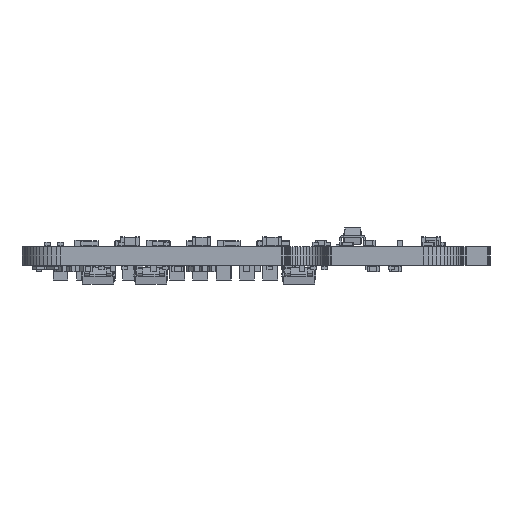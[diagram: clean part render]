
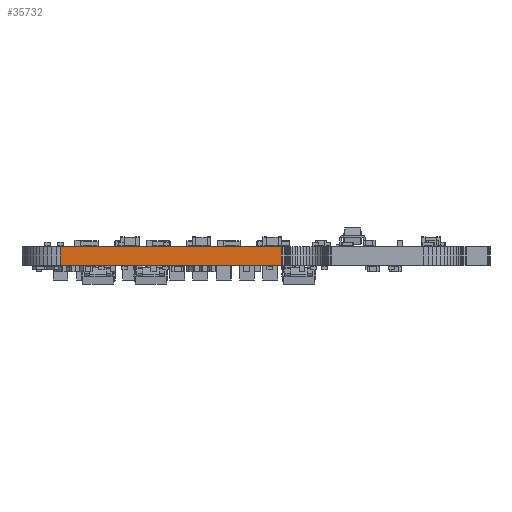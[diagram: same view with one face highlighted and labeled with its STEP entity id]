
A CAD part, left-side view. The second image highlights one B-rep face of the part: STEP entity #35732.
In plain terms, the highlighted planar face has unit normal (-1, 0, 0).
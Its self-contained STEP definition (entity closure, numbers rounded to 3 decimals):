
#20062 = PLANE('',#20063);
#20063 = AXIS2_PLACEMENT_3D('',#20064,#20065,#20066);
#20064 = CARTESIAN_POINT('',(223.393,-100.856,1.58));
#20065 = DIRECTION('',(-0.,-0.,-1.));
#20066 = DIRECTION('',(-1.,0.,0.));
#20116 = PLANE('',#20117);
#20117 = AXIS2_PLACEMENT_3D('',#20118,#20119,#20120);
#20118 = CARTESIAN_POINT('',(223.393,-100.856,0.));
#20119 = DIRECTION('',(-0.,-0.,-1.));
#20120 = DIRECTION('',(-1.,0.,0.));
#24873 = VERTEX_POINT('',#24874);
#24874 = CARTESIAN_POINT('',(204.948,-103.756,0.));
#24888 = PLANE('',#24889);
#24889 = AXIS2_PLACEMENT_3D('',#24890,#24891,#24892);
#24890 = CARTESIAN_POINT('',(204.965,-103.886,0.));
#24891 = DIRECTION('',(-0.991,-0.131,0.));
#24892 = DIRECTION('',(-0.131,0.991,0.));
#24900 = EDGE_CURVE('',#24873,#24901,#24903,.T.);
#24901 = VERTEX_POINT('',#24902);
#24902 = CARTESIAN_POINT('',(204.948,-84.906,0.));
#24903 = SURFACE_CURVE('',#24904,(#24908,#24915),.PCURVE_S1.);
#24904 = LINE('',#24905,#24906);
#24905 = CARTESIAN_POINT('',(204.948,-103.756,0.));
#24906 = VECTOR('',#24907,1.);
#24907 = DIRECTION('',(0.,1.,0.));
#24908 = PCURVE('',#20116,#24909);
#24909 = DEFINITIONAL_REPRESENTATION('',(#24910),#24914);
#24910 = LINE('',#24911,#24912);
#24911 = CARTESIAN_POINT('',(18.445,-2.9));
#24912 = VECTOR('',#24913,1.);
#24913 = DIRECTION('',(0.,1.));
#24914 = ( GEOMETRIC_REPRESENTATION_CONTEXT(2) 
PARAMETRIC_REPRESENTATION_CONTEXT() REPRESENTATION_CONTEXT('2D SPACE',''
  ) );
#24915 = PCURVE('',#24916,#24921);
#24916 = PLANE('',#24917);
#24917 = AXIS2_PLACEMENT_3D('',#24918,#24919,#24920);
#24918 = CARTESIAN_POINT('',(204.948,-103.756,0.));
#24919 = DIRECTION('',(-1.,0.,0.));
#24920 = DIRECTION('',(0.,1.,0.));
#24921 = DEFINITIONAL_REPRESENTATION('',(#24922),#24926);
#24922 = LINE('',#24923,#24924);
#24923 = CARTESIAN_POINT('',(0.,0.));
#24924 = VECTOR('',#24925,1.);
#24925 = DIRECTION('',(1.,0.));
#24926 = ( GEOMETRIC_REPRESENTATION_CONTEXT(2) 
PARAMETRIC_REPRESENTATION_CONTEXT() REPRESENTATION_CONTEXT('2D SPACE',''
  ) );
#24944 = PLANE('',#24945);
#24945 = AXIS2_PLACEMENT_3D('',#24946,#24947,#24948);
#24946 = CARTESIAN_POINT('',(204.948,-84.906,0.));
#24947 = DIRECTION('',(-0.998,0.056,0.));
#24948 = DIRECTION('',(0.056,0.998,0.));
#32082 = VERTEX_POINT('',#32083);
#32083 = CARTESIAN_POINT('',(204.948,-103.756,1.58));
#32104 = EDGE_CURVE('',#32082,#32105,#32107,.T.);
#32105 = VERTEX_POINT('',#32106);
#32106 = CARTESIAN_POINT('',(204.948,-84.906,1.58));
#32107 = SURFACE_CURVE('',#32108,(#32112,#32119),.PCURVE_S1.);
#32108 = LINE('',#32109,#32110);
#32109 = CARTESIAN_POINT('',(204.948,-103.756,1.58));
#32110 = VECTOR('',#32111,1.);
#32111 = DIRECTION('',(0.,1.,0.));
#32112 = PCURVE('',#20062,#32113);
#32113 = DEFINITIONAL_REPRESENTATION('',(#32114),#32118);
#32114 = LINE('',#32115,#32116);
#32115 = CARTESIAN_POINT('',(18.445,-2.9));
#32116 = VECTOR('',#32117,1.);
#32117 = DIRECTION('',(0.,1.));
#32118 = ( GEOMETRIC_REPRESENTATION_CONTEXT(2) 
PARAMETRIC_REPRESENTATION_CONTEXT() REPRESENTATION_CONTEXT('2D SPACE',''
  ) );
#32119 = PCURVE('',#24916,#32120);
#32120 = DEFINITIONAL_REPRESENTATION('',(#32121),#32125);
#32121 = LINE('',#32122,#32123);
#32122 = CARTESIAN_POINT('',(0.,-1.58));
#32123 = VECTOR('',#32124,1.);
#32124 = DIRECTION('',(1.,0.));
#32125 = ( GEOMETRIC_REPRESENTATION_CONTEXT(2) 
PARAMETRIC_REPRESENTATION_CONTEXT() REPRESENTATION_CONTEXT('2D SPACE',''
  ) );
#35682 = EDGE_CURVE('',#24901,#32105,#35683,.T.);
#35683 = SURFACE_CURVE('',#35684,(#35688,#35695),.PCURVE_S1.);
#35684 = LINE('',#35685,#35686);
#35685 = CARTESIAN_POINT('',(204.948,-84.906,0.));
#35686 = VECTOR('',#35687,1.);
#35687 = DIRECTION('',(0.,0.,1.));
#35688 = PCURVE('',#24944,#35689);
#35689 = DEFINITIONAL_REPRESENTATION('',(#35690),#35694);
#35690 = LINE('',#35691,#35692);
#35691 = CARTESIAN_POINT('',(0.,0.));
#35692 = VECTOR('',#35693,1.);
#35693 = DIRECTION('',(0.,-1.));
#35694 = ( GEOMETRIC_REPRESENTATION_CONTEXT(2) 
PARAMETRIC_REPRESENTATION_CONTEXT() REPRESENTATION_CONTEXT('2D SPACE',''
  ) );
#35695 = PCURVE('',#24916,#35696);
#35696 = DEFINITIONAL_REPRESENTATION('',(#35697),#35701);
#35697 = LINE('',#35698,#35699);
#35698 = CARTESIAN_POINT('',(18.85,0.));
#35699 = VECTOR('',#35700,1.);
#35700 = DIRECTION('',(0.,-1.));
#35701 = ( GEOMETRIC_REPRESENTATION_CONTEXT(2) 
PARAMETRIC_REPRESENTATION_CONTEXT() REPRESENTATION_CONTEXT('2D SPACE',''
  ) );
#35732 = ADVANCED_FACE('',(#35733),#24916,.T.);
#35733 = FACE_BOUND('',#35734,.T.);
#35734 = EDGE_LOOP('',(#35735,#35756,#35757,#35758));
#35735 = ORIENTED_EDGE('',*,*,#35736,.T.);
#35736 = EDGE_CURVE('',#24873,#32082,#35737,.T.);
#35737 = SURFACE_CURVE('',#35738,(#35742,#35749),.PCURVE_S1.);
#35738 = LINE('',#35739,#35740);
#35739 = CARTESIAN_POINT('',(204.948,-103.756,0.));
#35740 = VECTOR('',#35741,1.);
#35741 = DIRECTION('',(0.,0.,1.));
#35742 = PCURVE('',#24916,#35743);
#35743 = DEFINITIONAL_REPRESENTATION('',(#35744),#35748);
#35744 = LINE('',#35745,#35746);
#35745 = CARTESIAN_POINT('',(0.,0.));
#35746 = VECTOR('',#35747,1.);
#35747 = DIRECTION('',(0.,-1.));
#35748 = ( GEOMETRIC_REPRESENTATION_CONTEXT(2) 
PARAMETRIC_REPRESENTATION_CONTEXT() REPRESENTATION_CONTEXT('2D SPACE',''
  ) );
#35749 = PCURVE('',#24888,#35750);
#35750 = DEFINITIONAL_REPRESENTATION('',(#35751),#35755);
#35751 = LINE('',#35752,#35753);
#35752 = CARTESIAN_POINT('',(0.131,0.));
#35753 = VECTOR('',#35754,1.);
#35754 = DIRECTION('',(0.,-1.));
#35755 = ( GEOMETRIC_REPRESENTATION_CONTEXT(2) 
PARAMETRIC_REPRESENTATION_CONTEXT() REPRESENTATION_CONTEXT('2D SPACE',''
  ) );
#35756 = ORIENTED_EDGE('',*,*,#32104,.T.);
#35757 = ORIENTED_EDGE('',*,*,#35682,.F.);
#35758 = ORIENTED_EDGE('',*,*,#24900,.F.);
